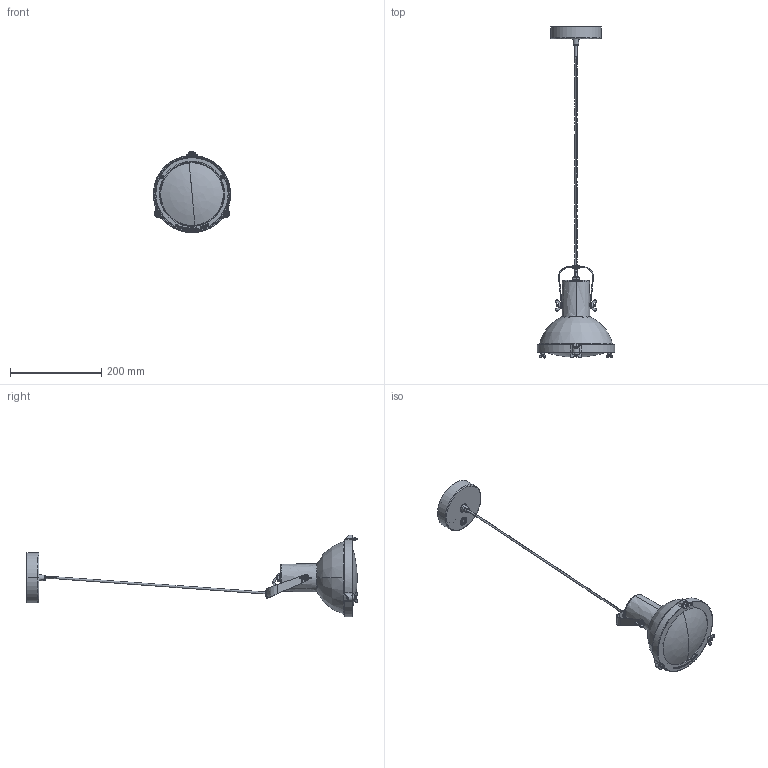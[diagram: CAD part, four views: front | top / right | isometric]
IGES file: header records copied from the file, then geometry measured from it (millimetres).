
Start section: SolidWorks IGES file using analytic representation for surfaces
Global section: file name: 800PRPFDW511.IGS; native system: SolidWorks 2016; preprocessor: SolidWorks 2016; author: gpinheiro; date: 160907.122033; units: millimetre
Bounding box: 169 x 725.87 x 178.1 mm (x, y, z)
Volume: 296819 mm3; surface area: 307795.9 mm2
Topology: 61 solids, 61 shells, 3007 faces, 7685 edges, 4844 vertices
Faces by surface type: plane 1400, revolution 1397, bspline 210
